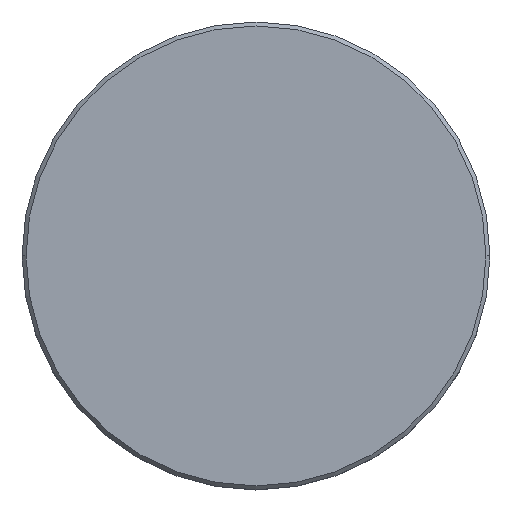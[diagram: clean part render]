
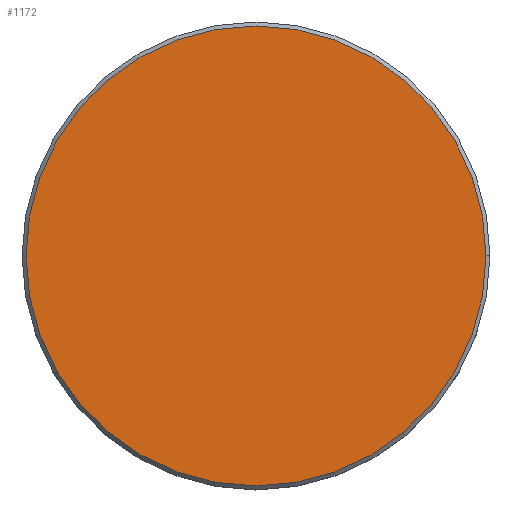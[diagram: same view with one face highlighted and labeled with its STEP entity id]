
A CAD part, top view. The second image highlights one B-rep face of the part: STEP entity #1172.
In plain terms, the highlighted planar face has unit normal (0, 0, 1).
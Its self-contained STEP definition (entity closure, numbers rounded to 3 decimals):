
#10 = DIRECTION ( 'NONE',  ( 1., 0., 0. ) ) ;
#18 = AXIS2_PLACEMENT_3D ( 'NONE', #1114, #642, #138 ) ;
#38 = AXIS2_PLACEMENT_3D ( 'NONE', #148, #929, #121 ) ;
#121 = DIRECTION ( 'NONE',  ( 1., 0., 0. ) ) ;
#138 = DIRECTION ( 'NONE',  ( 1., 0., 0. ) ) ;
#148 = CARTESIAN_POINT ( 'NONE',  ( 0., 0., 0. ) ) ;
#196 = DIRECTION ( 'NONE',  ( 0., 0., 1. ) ) ;
#204 = CARTESIAN_POINT ( 'NONE',  ( 0., 0., 0. ) ) ;
#243 = ORIENTED_EDGE ( 'NONE', *, *, #612, .T. ) ;
#389 = PLANE ( 'NONE',  #18 ) ;
#396 = EDGE_LOOP ( 'NONE', ( #1181, #243 ) ) ;
#495 = VERTEX_POINT ( 'NONE', #1006 ) ;
#520 = VERTEX_POINT ( 'NONE', #762 ) ;
#612 = EDGE_CURVE ( 'NONE', #520, #495, #1041, .T. ) ;
#642 = DIRECTION ( 'NONE',  ( 0., 0., 1. ) ) ;
#673 = AXIS2_PLACEMENT_3D ( 'NONE', #204, #196, #10 ) ;
#753 = EDGE_CURVE ( 'NONE', #495, #520, #841, .T. ) ;
#762 = CARTESIAN_POINT ( 'NONE',  ( 29., 0., 0. ) ) ;
#841 = CIRCLE ( 'NONE', #673, 29. ) ;
#920 = FACE_OUTER_BOUND ( 'NONE', #396, .T. ) ;
#929 = DIRECTION ( 'NONE',  ( 0., 0., 1. ) ) ;
#1006 = CARTESIAN_POINT ( 'NONE',  ( -29., 0., 0. ) ) ;
#1041 = CIRCLE ( 'NONE', #38, 29. ) ;
#1114 = CARTESIAN_POINT ( 'NONE',  ( 0., 0., 0. ) ) ;
#1172 = ADVANCED_FACE ( 'NONE', ( #920 ), #389, .T. ) ;
#1181 = ORIENTED_EDGE ( 'NONE', *, *, #753, .T. ) ;
